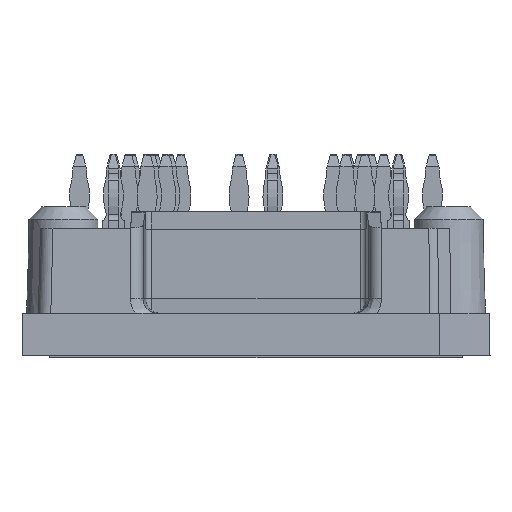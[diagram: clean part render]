
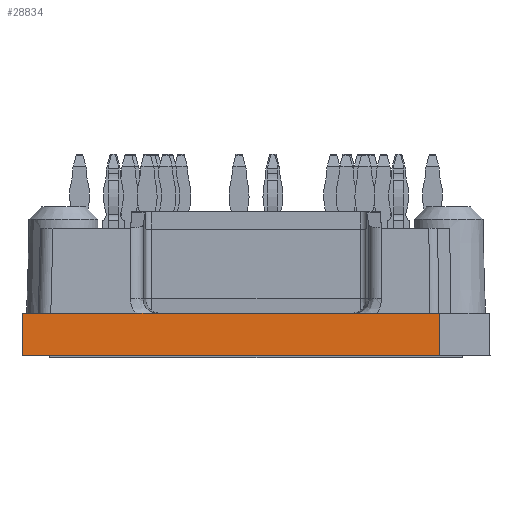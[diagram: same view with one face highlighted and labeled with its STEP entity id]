
A CAD part, left-side view. The second image highlights one B-rep face of the part: STEP entity #28834.
In plain terms, the highlighted planar face has unit normal (-1, 0, 0.018).
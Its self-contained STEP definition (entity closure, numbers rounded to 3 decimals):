
#2813=ORIENTED_EDGE('',*,*,#8461,.T.);
#2814=ORIENTED_EDGE('',*,*,#8488,.F.);
#2815=ORIENTED_EDGE('',*,*,#8491,.T.);
#2816=ORIENTED_EDGE('',*,*,#8492,.T.);
#8461=EDGE_CURVE('',#11339,#11337,#13387,.F.);
#8488=EDGE_CURVE('',#11342,#11337,#13414,.F.);
#8491=EDGE_CURVE('',#11342,#11343,#13417,.T.);
#8492=EDGE_CURVE('',#11343,#11339,#13418,.F.);
#11337=VERTEX_POINT('',#39813);
#11339=VERTEX_POINT('',#39816);
#11342=VERTEX_POINT('',#39853);
#11343=VERTEX_POINT('',#39860);
#13387=LINE('',#39815,#15623);
#13414=LINE('',#39854,#15650);
#13417=LINE('',#39859,#15653);
#13418=LINE('',#39861,#15654);
#15623=VECTOR('',#33390,1000.);
#15650=VECTOR('',#33433,1000.);
#15653=VECTOR('',#33440,1000.);
#15654=VECTOR('',#33441,1000.);
#17672=EDGE_LOOP('',(#2813,#2814,#2815,#2816));
#18928=FACE_BOUND('',#17672,.T.);
#19975=PLANE('',#30262);
#28834=ADVANCED_FACE('',(#18928),#19975,.T.);
#30262=AXIS2_PLACEMENT_3D('',#39858,#33438,#33439);
#33390=DIRECTION('',(-0.017,-0.007,-1.));
#33433=DIRECTION('',(0.,1.,0.));
#33438=DIRECTION('',(-1.,0.,0.017));
#33439=DIRECTION('',(0.017,0.,1.));
#33440=DIRECTION('',(-0.017,0.017,-1.));
#33441=DIRECTION('',(0.,1.,0.));
#39813=CARTESIAN_POINT('',(-40.941,-14.675,3.4));
#39815=CARTESIAN_POINT('',(-40.998,-14.699,0.134));
#39816=CARTESIAN_POINT('',(-41.,-14.7,0.));
#39853=CARTESIAN_POINT('',(-40.941,18.641,3.4));
#39854=CARTESIAN_POINT('',(-40.941,0.,3.4));
#39858=CARTESIAN_POINT('',(-41.,0.,0.));
#39859=CARTESIAN_POINT('',(-40.994,18.694,0.326));
#39860=CARTESIAN_POINT('',(-41.,18.7,0.));
#39861=CARTESIAN_POINT('',(-41.,0.,0.));
